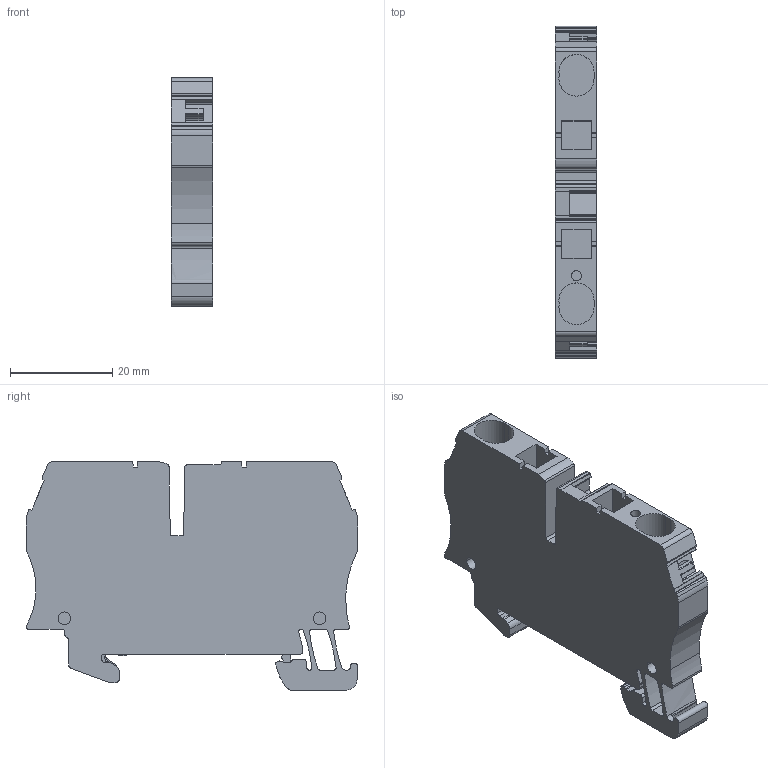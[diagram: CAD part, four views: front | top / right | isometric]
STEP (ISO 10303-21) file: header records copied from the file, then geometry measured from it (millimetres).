
FILE_DESCRIPTION(('CATIA V5 STEP Exchange','CAx-IF Rec.Pracs.--- Model Styling and Organization---1.5--- 2016-08-15','CAx-IF Rec.Pracs.---Supplemental Geometry---1.0---2011-11-01','CAx-IF Rec.Pracs.--- Composite Materials ---1.1---2010-07-15'),'2;1');
FILE_NAME ('016990-4_1', '2024-05-31T05:19:32+00:00', ('none'), ('Weidmueller'), 'CATIA Version 5-6 Release 2022 SP4 HF5', 'CATIA V5 STEP AP214 v3', 'none');
FILE_SCHEMA(('AUTOMOTIVE_DESIGN { 1 0 10303 214 1 1 1 1 }'));
Length unit declared in the file: millimetre
Products named in the file (1): 20795_ZPE 6_AllCATPart
Bounding box: 8.1 x 65 x 44.7 mm (x, y, z)
Volume: 17574.3 mm3; surface area: 8041.5 mm2
Topology: 1 solids, 1 shells, 266 faces, 778 edges, 522 vertices
Faces by surface type: plane 160, cylinder 105, torus 1
Entity records: 8491 total; most frequent: ORIENTED_EDGE 1556, CARTESIAN_POINT 1555, DIRECTION 1198, EDGE_CURVE 778, VECTOR 547, LINE 547, VERTEX_POINT 522, AXIS2_PLACEMENT_3D 440
